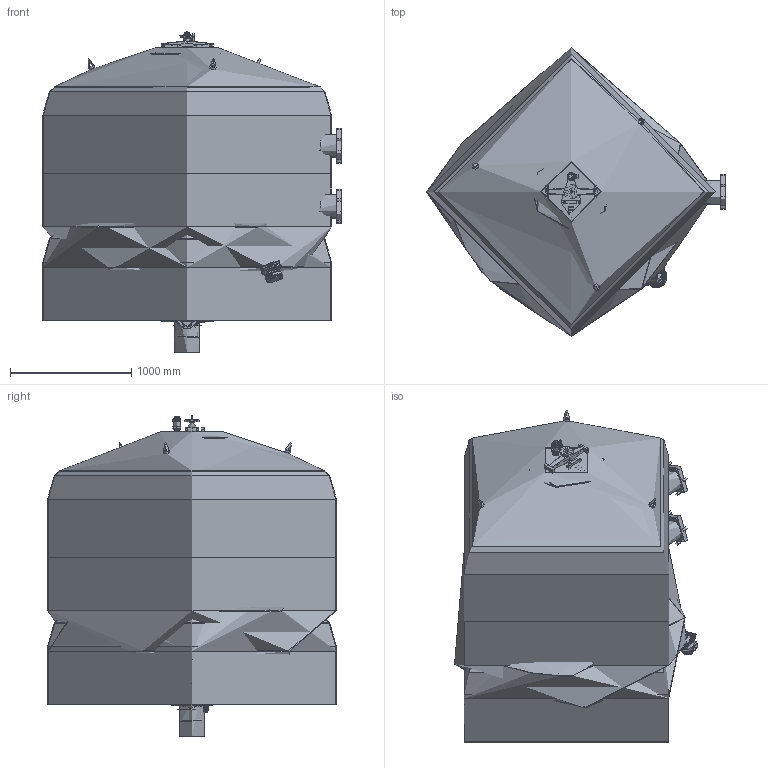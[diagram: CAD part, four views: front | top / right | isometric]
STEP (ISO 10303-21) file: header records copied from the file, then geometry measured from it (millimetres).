
FILE_DESCRIPTION( ( '' ), '1' );
FILE_NAME( '170705 HCFF922002WVA (VFSCN223520H).stp', '2017-07-26T07:31:14', ( 'Fiberpool Internacional' ), ( 'Fiberpool Internacional' ), 'PSStep 14.0', 'SolidEdgeST3', ' ' );
FILE_SCHEMA( ( 'AUTOMOTIVE_DESIGN { 1 0 10303 214 1 1 1 1 }' ) );
Length unit declared in the file: millimetre
Products named in the file (41): Base tapa ovalada filtro 2,5 BARS-oa3; Junta Netvitc System Ø90 EPDM con anillo acero A-4; Assem1; Válvula de bola 32-1pols; Sortida Descarga arena Ø90 2010 2350-3000-oa8; filtre 2350 FB HAY 170705-oa13; TAPON NETVITC Ø 90 C-B (CON TORNILLERIA INOX 316); Desaigua filtre industrial 1pols-oa9; Tapa oval filtro industrial completa 2,5 BARS-oa6; Brida Netvitc System Ø90; Junta Netvitc System Ø90 EPDM; Anillo Acero A-4 Netvitc System Ø90; ½ Brida Netvitc System Ø90; Screw_DIN_912_M8x40_v8.00; Nut_DIN_934_M8_v8.00; CUERPO BRIDA DE TORNILLOS D-90 Rev140124; Tapon Netvitc System Ø90; Portabrida Netvitc System Ø90 PVC; cos válvula 32-1pols; manguito valvula bola 32-1pols; femella valvula 32-1pols; maneta válvula 32-1pols; Volante filtro-oa4; Varilla Roscada M-14x165mm Inox 304; TUERCA SUPERIOR SUJ_JUNTA TAP_OV; Base tapa ovalada filtro 2,5 BAR Act-oa2; Bolt_DIN_580_M24_v8.00; Tubo Ø90 L= 100mm; Embellecedor d-90; Maneta tapa filtro; Puente; Junta tórica 370,00x14,00 nbr-70; Machon doble rosca 1pols; ; bobinat inf d-2350-oa0; bobinat sup d-2350-oa1; embellidor; peana2350-2500; manguito portabrida d-125 pasante; tapon PVC plano 110 ...
Bounding box: 2460 x 2380 x 2642.5 mm (x, y, z)
Volume: 509440936 mm3; surface area: 141143092.4 mm2
Topology: 183 solids, 183 shells, 5499 faces, 13608 edges, 8767 vertices
Faces by surface type: plane 3276, cylinder 1497, bspline 269, cone 239, torus 173, sphere 29, offset 10, extrusion 6
Full cylindrical faces by diameter (mm): 4 x48, 6 x45, 6.466 x11, 6.647 x11, 8 x30, 11.75 x3, 11.835 x5, 13 x19, 14 x27, 14.5 x5, 15.5 x4, 16 x4, 19.6 x7, 20 x9, 21 x4, 22 x24, 23 x4, 23.5 x8, 24 x12, 25 x15, 26 x16, 29 x5, 29.605 x8, 32 x23, 33 x3, 35.5 x7, 37.5 x4, 38 x4, 41.5 x15, 44.5 x15
Entity records: 67836 total; most frequent: CARTESIAN_POINT 41359, DIRECTION 4048, ORIENTED_EDGE 3696, EDGE_CURVE 1848, AXIS2_PLACEMENT_3D 1541, VERTEX_POINT 1277, EDGE_LOOP 1191, FACE_OUTER_BOUND 1005
